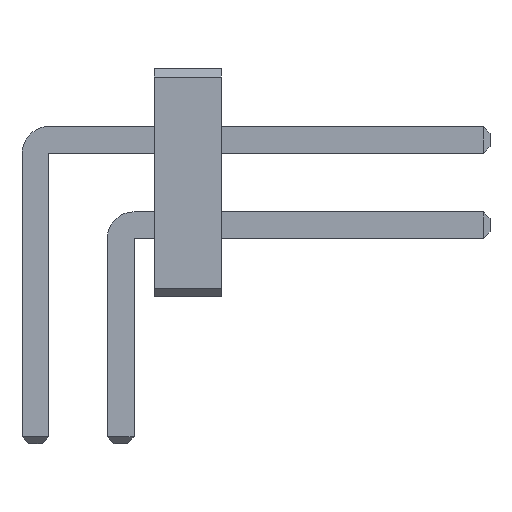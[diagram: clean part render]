
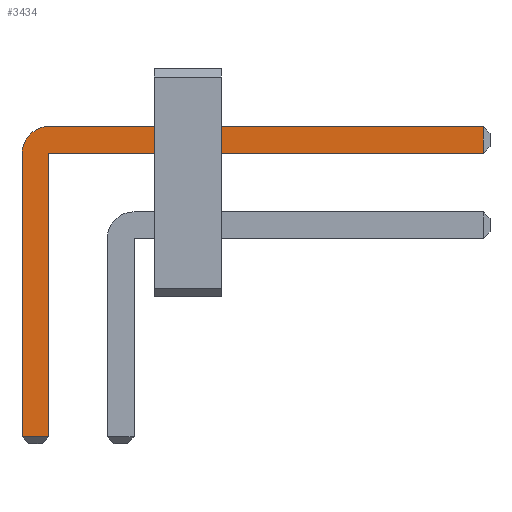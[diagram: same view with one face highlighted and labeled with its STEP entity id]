
A CAD part, front view. The second image highlights one B-rep face of the part: STEP entity #3434.
In plain terms, the highlighted planar face has unit normal (0, -1, 0).
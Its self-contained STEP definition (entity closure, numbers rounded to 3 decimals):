
#13=DIRECTION('',(0.,0.,1.));
#1525=VECTOR('',#13,1.);
#3236=VECTOR('',#3237,1.);
#3237=DIRECTION('',(1.,0.,0.));
#3243=VECTOR('',#3244,1.);
#3244=DIRECTION('',(0.,0.,-1.));
#3251=VECTOR('',#3252,1.);
#3252=DIRECTION('',(-1.,0.,0.));
#3273=DIRECTION('',(-0.,1.,0.));
#3277=DIRECTION('',(0.,1.,0.));
#3278=DIRECTION('',(0.,0.,1.));
#3285=VERTEX_POINT('',#3286);
#3286=CARTESIAN_POINT('',(0.2,-31.95,2.535));
#3288=ORIENTED_EDGE('',*,*,#3289,.T.);
#3289=EDGE_CURVE('',#3285,#3290,#3292,.T.);
#3290=VERTEX_POINT('',#3291);
#3291=CARTESIAN_POINT('',(6.67,-31.95,2.535));
#3292=LINE('',#3293,#3236);
#3293=CARTESIAN_POINT('',(-0.2,-31.95,2.535));
#3330=EDGE_CURVE('',#3331,#3285,#3333,.T.);
#3331=VERTEX_POINT('',#3332);
#3332=CARTESIAN_POINT('',(-0.2,-31.95,2.135));
#3333=CIRCLE('',#3334,0.4);
#3334=AXIS2_PLACEMENT_3D('',#3335,#3273,#3244);
#3335=CARTESIAN_POINT('',(0.2,-31.95,2.135));
#3347=VERTEX_POINT('',#3348);
#3348=CARTESIAN_POINT('',(6.67,-31.95,2.135));
#3350=ORIENTED_EDGE('',*,*,#3351,.T.);
#3351=EDGE_CURVE('',#3347,#3352,#3353,.T.);
#3352=VERTEX_POINT('',#3335);
#3353=LINE('',#3354,#3251);
#3354=CARTESIAN_POINT('',(6.77,-31.95,2.135));
#3366=VERTEX_POINT('',#3367);
#3367=CARTESIAN_POINT('',(-0.2,-31.95,-2.085));
#3369=ORIENTED_EDGE('',*,*,#3370,.T.);
#3370=EDGE_CURVE('',#3366,#3331,#3371,.T.);
#3371=LINE('',#3372,#1525);
#3372=CARTESIAN_POINT('',(-0.2,-31.95,-2.185));
#3380=ORIENTED_EDGE('',*,*,#3381,.T.);
#3381=EDGE_CURVE('',#3352,#3382,#3384,.T.);
#3382=VERTEX_POINT('',#3383);
#3383=CARTESIAN_POINT('',(0.2,-31.95,-2.085));
#3384=LINE('',#3335,#3243);
#3434=ADVANCED_FACE('',(#3435),#3444,.F.);
#3435=FACE_BOUND('',#3436,.F.);
#3436=EDGE_LOOP('',(#3288,#3437,#3350,#3380,#3440,#3369,#3443));
#3437=ORIENTED_EDGE('',*,*,#3438,.T.);
#3438=EDGE_CURVE('',#3290,#3347,#3439,.T.);
#3439=LINE('',#3291,#3243);
#3440=ORIENTED_EDGE('',*,*,#3441,.T.);
#3441=EDGE_CURVE('',#3382,#3366,#3442,.T.);
#3442=LINE('',#3383,#3251);
#3443=ORIENTED_EDGE('',*,*,#3330,.T.);
#3444=PLANE('',#3445);
#3445=AXIS2_PLACEMENT_3D('',#3446,#3277,#3278);
#3446=CARTESIAN_POINT('',(2.071,-31.95,1.389));
